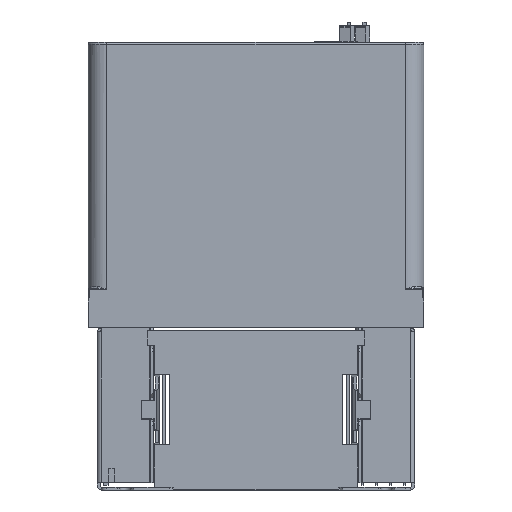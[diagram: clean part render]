
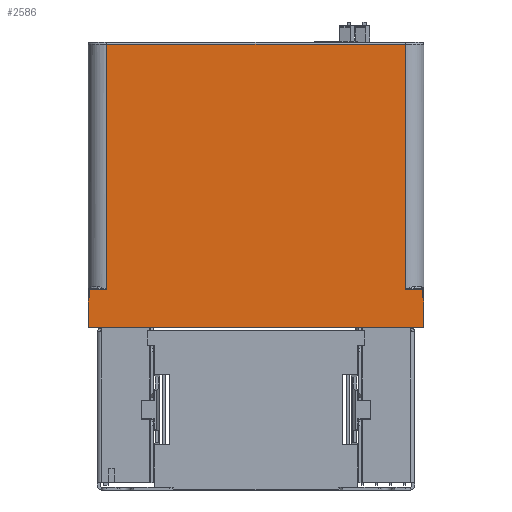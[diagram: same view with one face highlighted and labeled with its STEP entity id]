
A CAD part, front view. The second image highlights one B-rep face of the part: STEP entity #2586.
In plain terms, the highlighted planar face has unit normal (0, -1, 0).
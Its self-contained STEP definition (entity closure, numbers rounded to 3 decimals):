
#44 = VERTEX_POINT ( 'NONE', #17425 ) ;
#342 = FACE_OUTER_BOUND ( 'NONE', #5347, .T. ) ;
#767 = CARTESIAN_POINT ( 'NONE',  ( 89.5, -200., 30. ) ) ;
#1107 = CARTESIAN_POINT ( 'NONE',  ( 90., -200., 87. ) ) ;
#1157 = CARTESIAN_POINT ( 'NONE',  ( -80., -200., 107.55 ) ) ;
#2016 = VERTEX_POINT ( 'NONE', #1157 ) ;
#2093 = LINE ( 'NONE', #3207, #32149 ) ;
#2586 = ADVANCED_FACE ( 'NONE', ( #342 ), #6644, .T. ) ;
#2639 = VECTOR ( 'NONE', #36858, 1000. ) ;
#2801 = VECTOR ( 'NONE', #23932, 1000. ) ;
#3207 = CARTESIAN_POINT ( 'NONE',  ( -80., -200., 30. ) ) ;
#3862 = ORIENTED_EDGE ( 'NONE', *, *, #9473, .T. ) ;
#4371 = ORIENTED_EDGE ( 'NONE', *, *, #11927, .T. ) ;
#4614 = ORIENTED_EDGE ( 'NONE', *, *, #14878, .T. ) ;
#4899 = CARTESIAN_POINT ( 'NONE',  ( -89.5, -200., 103. ) ) ;
#5278 = LINE ( 'NONE', #6973, #36282 ) ;
#5347 = EDGE_LOOP ( 'NONE', ( #11267, #29968, #33364, #4614, #3862, #37277, #31163, #33793, #4371, #34282, #19345, #8548 ) ) ;
#5376 = LINE ( 'NONE', #17623, #13324 ) ;
#5671 = CARTESIAN_POINT ( 'NONE',  ( 90., -200., 103. ) ) ;
#6153 = VERTEX_POINT ( 'NONE', #7427 ) ;
#6223 = DIRECTION ( 'NONE',  ( 0., 0., -1. ) ) ;
#6644 = PLANE ( 'NONE',  #11704 ) ;
#6654 = EDGE_CURVE ( 'NONE', #36125, #7550, #5376, .T. ) ;
#6973 = CARTESIAN_POINT ( 'NONE',  ( 90., -200., 87. ) ) ;
#7162 = EDGE_CURVE ( 'NONE', #27530, #19880, #32099, .T. ) ;
#7427 = CARTESIAN_POINT ( 'NONE',  ( -89.5, -200., 107.55 ) ) ;
#7550 = VERTEX_POINT ( 'NONE', #9920 ) ;
#7704 = CARTESIAN_POINT ( 'NONE',  ( 90., -200., 30. ) ) ;
#7810 = CARTESIAN_POINT ( 'NONE',  ( 90., -200., 103. ) ) ;
#8479 = EDGE_CURVE ( 'NONE', #2016, #6153, #30638, .T. ) ;
#8548 = ORIENTED_EDGE ( 'NONE', *, *, #26672, .T. ) ;
#9473 = EDGE_CURVE ( 'NONE', #32768, #36125, #30100, .T. ) ;
#9646 = DIRECTION ( 'NONE',  ( 0., -1., 0. ) ) ;
#9920 = CARTESIAN_POINT ( 'NONE',  ( -80., -200., 239. ) ) ;
#10265 = CARTESIAN_POINT ( 'NONE',  ( -90., -200., 87. ) ) ;
#11016 = EDGE_CURVE ( 'NONE', #14623, #15689, #16447, .T. ) ;
#11267 = ORIENTED_EDGE ( 'NONE', *, *, #7162, .F. ) ;
#11704 = AXIS2_PLACEMENT_3D ( 'NONE', #21631, #9646, #30666 ) ;
#11847 = EDGE_CURVE ( 'NONE', #27530, #37976, #35666, .T. ) ;
#11927 = EDGE_CURVE ( 'NONE', #6153, #22587, #33802, .T. ) ;
#13324 = VECTOR ( 'NONE', #20669, 1000. ) ;
#13982 = DIRECTION ( 'NONE',  ( 0., 0., -1. ) ) ;
#14623 = VERTEX_POINT ( 'NONE', #10265 ) ;
#14878 = EDGE_CURVE ( 'NONE', #44, #32768, #31311, .T. ) ;
#14960 = CARTESIAN_POINT ( 'NONE',  ( 80., -200., 239. ) ) ;
#15053 = CARTESIAN_POINT ( 'NONE',  ( 89.5, -200., 103. ) ) ;
#15137 = EDGE_CURVE ( 'NONE', #37976, #44, #33645, .T. ) ;
#15287 = CARTESIAN_POINT ( 'NONE',  ( 80., -200., 107.55 ) ) ;
#15311 = VECTOR ( 'NONE', #17718, 1000. ) ;
#15521 = VECTOR ( 'NONE', #35135, 1000. ) ;
#15689 = VERTEX_POINT ( 'NONE', #19415 ) ;
#16131 = VECTOR ( 'NONE', #13982, 1000. ) ;
#16447 = LINE ( 'NONE', #32132, #15521 ) ;
#16562 = DIRECTION ( 'NONE',  ( 0., 0., 1. ) ) ;
#17375 = CARTESIAN_POINT ( 'NONE',  ( -90., -200., 103. ) ) ;
#17425 = CARTESIAN_POINT ( 'NONE',  ( 89.5, -200., 107.55 ) ) ;
#17623 = CARTESIAN_POINT ( 'NONE',  ( -90., -200., 239. ) ) ;
#17718 = DIRECTION ( 'NONE',  ( -1., 0., 0. ) ) ;
#19345 = ORIENTED_EDGE ( 'NONE', *, *, #11016, .F. ) ;
#19415 = CARTESIAN_POINT ( 'NONE',  ( -90., -200., 103. ) ) ;
#19706 = VECTOR ( 'NONE', #32485, 1000. ) ;
#19880 = VERTEX_POINT ( 'NONE', #1107 ) ;
#20669 = DIRECTION ( 'NONE',  ( -1., 0., 0. ) ) ;
#21125 = CARTESIAN_POINT ( 'NONE',  ( -90., -200., 107.55 ) ) ;
#21631 = CARTESIAN_POINT ( 'NONE',  ( -90., -200., 30. ) ) ;
#22587 = VERTEX_POINT ( 'NONE', #4899 ) ;
#22784 = EDGE_CURVE ( 'NONE', #15689, #22587, #24247, .T. ) ;
#23747 = CARTESIAN_POINT ( 'NONE',  ( -90., -200., 107.55 ) ) ;
#23932 = DIRECTION ( 'NONE',  ( 0., 0., -1. ) ) ;
#24122 = DIRECTION ( 'NONE',  ( -1., 0., 0. ) ) ;
#24247 = LINE ( 'NONE', #5671, #38315 ) ;
#24969 = DIRECTION ( 'NONE',  ( 1., 0., 0. ) ) ;
#26559 = DIRECTION ( 'NONE',  ( 1., 0., 0. ) ) ;
#26672 = EDGE_CURVE ( 'NONE', #14623, #19880, #5278, .T. ) ;
#27530 = VERTEX_POINT ( 'NONE', #7810 ) ;
#28522 = CARTESIAN_POINT ( 'NONE',  ( 80., -200., 30. ) ) ;
#29702 = VECTOR ( 'NONE', #24122, 1000. ) ;
#29968 = ORIENTED_EDGE ( 'NONE', *, *, #11847, .T. ) ;
#30100 = LINE ( 'NONE', #28522, #37133 ) ;
#30638 = LINE ( 'NONE', #21125, #29702 ) ;
#30666 = DIRECTION ( 'NONE',  ( 0., 0., -1. ) ) ;
#31163 = ORIENTED_EDGE ( 'NONE', *, *, #33104, .T. ) ;
#31311 = LINE ( 'NONE', #23747, #15311 ) ;
#32099 = LINE ( 'NONE', #7704, #16131 ) ;
#32132 = CARTESIAN_POINT ( 'NONE',  ( -90., -200., 30. ) ) ;
#32149 = VECTOR ( 'NONE', #6223, 1000. ) ;
#32485 = DIRECTION ( 'NONE',  ( -1., 0., 0. ) ) ;
#32768 = VERTEX_POINT ( 'NONE', #15287 ) ;
#33004 = CARTESIAN_POINT ( 'NONE',  ( -89.5, -200., 30. ) ) ;
#33104 = EDGE_CURVE ( 'NONE', #7550, #2016, #2093, .T. ) ;
#33364 = ORIENTED_EDGE ( 'NONE', *, *, #15137, .T. ) ;
#33645 = LINE ( 'NONE', #767, #2639 ) ;
#33793 = ORIENTED_EDGE ( 'NONE', *, *, #8479, .T. ) ;
#33802 = LINE ( 'NONE', #33004, #2801 ) ;
#34282 = ORIENTED_EDGE ( 'NONE', *, *, #22784, .F. ) ;
#35135 = DIRECTION ( 'NONE',  ( 0., 0., 1. ) ) ;
#35666 = LINE ( 'NONE', #17375, #19706 ) ;
#36125 = VERTEX_POINT ( 'NONE', #14960 ) ;
#36282 = VECTOR ( 'NONE', #24969, 1000. ) ;
#36858 = DIRECTION ( 'NONE',  ( 0., 0., 1. ) ) ;
#37133 = VECTOR ( 'NONE', #16562, 1000. ) ;
#37277 = ORIENTED_EDGE ( 'NONE', *, *, #6654, .T. ) ;
#37976 = VERTEX_POINT ( 'NONE', #15053 ) ;
#38315 = VECTOR ( 'NONE', #26559, 1000. ) ;
